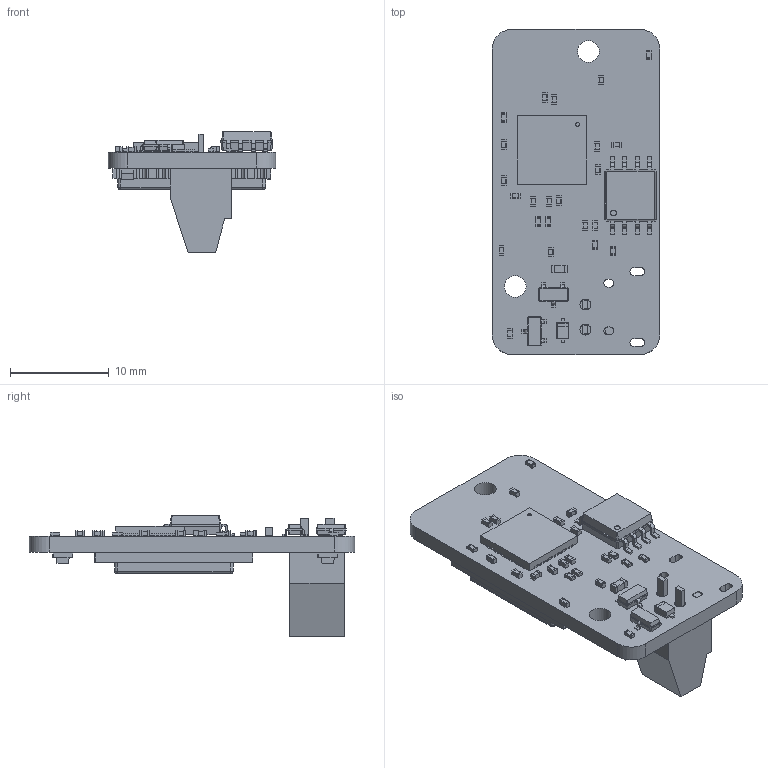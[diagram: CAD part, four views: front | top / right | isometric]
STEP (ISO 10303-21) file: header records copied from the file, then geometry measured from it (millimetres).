
FILE_DESCRIPTION(('KiCad electronic assembly'),'2;1');
FILE_NAME('Hope.step','2025-01-26T15:56:25',('Pcbnew'),('Kicad'), 'Open CASCADE STEP processor 7.7','KiCad to STEP converter','Unknown' );
FILE_SCHEMA(('AUTOMOTIVE_DESIGN { 1 0 10303 214 1 1 1 1 }'));
Length unit declared in the file: millimetre
Products named in the file (22): Hope 1; C_0402_1005Metric; R_0402_1005Metric; SOT-23; SOT_23; D_SOD-323F; D_SOD_323F; SOIC-8_5.275x5.275mm_P1.27mm; SOIC_8_5275x5275mm_P127mm; QFN-56-1EP_7x7mm_P0.4mm_EP3.2x3.2mm; QFN_56_1EP_7x7mm_P04mm_EP32x32mm; C_0603_1608Metric; TerminalBlock_Phoenix_MPT-0,5-2-2.54_1x02_P2.54mm_Horizontal; TerminalBlock_Phoenix_MPT_05_2_254_1x02_P254mm_Horizontal; WIRELM-SMD_16P-L16.0-W16.0-P2.00_LORA-CC68-915MHZ-TCXO; LED_0805_2012Metric; Hope_PCB
Assembly tree (44 placements, depth 3):
  Hope 1
    C_0402_1005Metric  x15
      C_0402_1005Metric
    R_0402_1005Metric  x8
      R_0402_1005Metric
    SOT-23  x2
      SOT_23
    D_SOD-323F
      D_SOD_323F
    SOIC-8_5.275x5.275mm_P1.27mm
      SOIC_8_5275x5275mm_P127mm
    QFN-56-1EP_7x7mm_P0.4mm_EP3.2x3.2mm
      QFN_56_1EP_7x7mm_P04mm_EP32x32mm
    C_0603_1608Metric
      C_0603_1608Metric
    TerminalBlock_Phoenix_MPT-0,5-2-2.54_1x02_P2.54mm_Horizontal
      TerminalBlock_Phoenix_MPT_05_2_254_1x02_P254mm_Horizontal
    WIRELM-SMD_16P-L16.0-W16.0-P2.00_LORA-CC68-915MHZ-TCXO
      WIRELM-SMD_16P-L16.0-W16.0-P2.00_LORA-CC68-915MHZ-TCXO
    LED_0805_2012Metric  x2
      LED_0805_2012Metric
    Hope_PCB
Bounding box: 17 x 33 x 12.26 mm (x, y, z)
Volume: 1644.9 mm3; surface area: 2812.7 mm2
Topology: 34 solids, 34 shells, 2034 faces, 5467 edges, 3570 vertices
Faces by surface type: plane 1346, cylinder 482, bspline 202, revolution 4
Full cylindrical faces by diameter (mm): 0.4 x1, 0.6 x1, 1.1 x4, 2 x2, 2.2 x4
Entity records: 49805 total; most frequent: CARTESIAN_POINT 9116, ORIENTED_EDGE 7340, DIRECTION 6294, EDGE_CURVE 3670, LINE 2882, VECTOR 2882, VERTEX_POINT 2398, AXIS2_PLACEMENT_3D 1704
